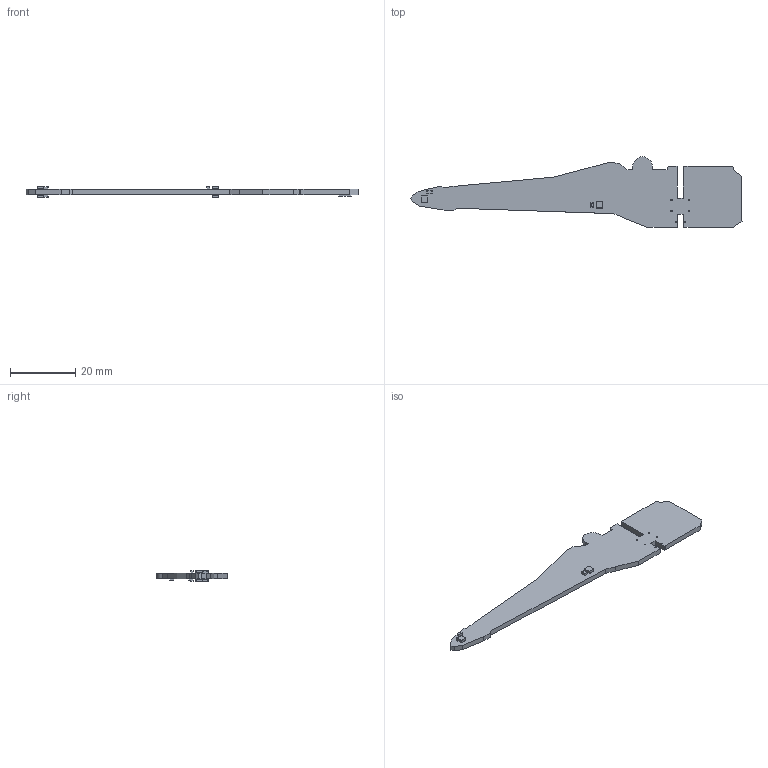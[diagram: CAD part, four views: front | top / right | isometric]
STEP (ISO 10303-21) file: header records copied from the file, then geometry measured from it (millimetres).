
FILE_DESCRIPTION(('KiCad electronic assembly'),'2;1');
FILE_NAME('Body.step','2021-01-15T21:30:54',('An Author'),('A Company'), 'Open CASCADE STEP processor 6.9','KiCad to STEP converter','Unknown' );
FILE_SCHEMA(('AUTOMOTIVE_DESIGN { 1 0 10303 214 1 1 1 1 }'));
Length unit declared in the file: millimetre
Products named in the file (8): Open CASCADE STEP translator 6.9 1; APA102-2020_v1; COMPOUND; C_0603; SOLID; R_0805
Assembly tree (14 placements, depth 3):
  Open CASCADE STEP translator 6.9 1
    APA102-2020_v1  x4
      COMPOUND
    C_0603  x4
      SOLID
    R_0805  x2
      SOLID
    COMPOUND
Bounding box: 101.47 x 21.49 x 3.52 mm (x, y, z)
Volume: 2042.1 mm3; surface area: 3084.7 mm2
Topology: 15 solids, 15 shells, 332 faces, 850 edges, 556 vertices
Faces by surface type: plane 197, cylinder 119, bspline 16
Full cylindrical faces by diameter (mm): 0.4 x6
Entity records: 10622 total; most frequent: CARTESIAN_POINT 2703, DIRECTION 1390, LINE 900, VECTOR 900, ORIENTED_EDGE 728, PCURVE 728, DEFINITIONAL_REPRESENTATION 728, EDGE_CURVE 364
